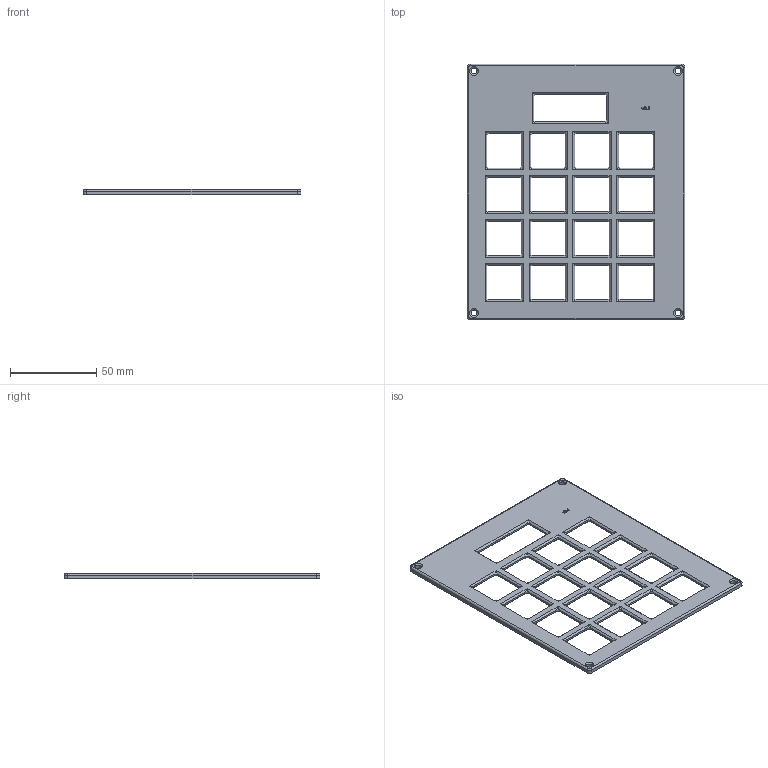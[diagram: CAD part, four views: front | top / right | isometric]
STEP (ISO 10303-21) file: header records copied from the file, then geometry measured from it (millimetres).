
FILE_DESCRIPTION(/* description */ (''),/* implementation_level */ '2;1');
FILE_NAME(/* name */ 'Component3.step',/* time_stamp */ '2025-12-07T04:05:21+08:00',/* author */ (''),/* organization */ (''),/* preprocessor_version */ 'ST-DEVELOPER v20.1',/* originating_system */ 'Autodesk Translation Framework v14.10.0.0',/* authorisation */ '');
FILE_SCHEMA (('AUTOMOTIVE_DESIGN { 1 0 10303 214 3 1 1 }'));
Length unit declared in the file: millimetre
Products named in the file (1): FusionComponent
Bounding box: 126 x 148 x 3 mm (x, y, z)
Volume: 33090.5 mm3; surface area: 27196.9 mm2
Topology: 1 solids, 1 shells, 481 faces, 1002 edges, 528 vertices
Faces by surface type: plane 435, bspline 30, cylinder 12, cone 4
Full cylindrical faces by diameter (mm): 3.4 x4
Entity records: 12361 total; most frequent: CARTESIAN_POINT 2486, ORIENTED_EDGE 2004, DIRECTION 1886, EDGE_CURVE 1002, LINE 918, VECTOR 918, EDGE_LOOP 528, VERTEX_POINT 528
